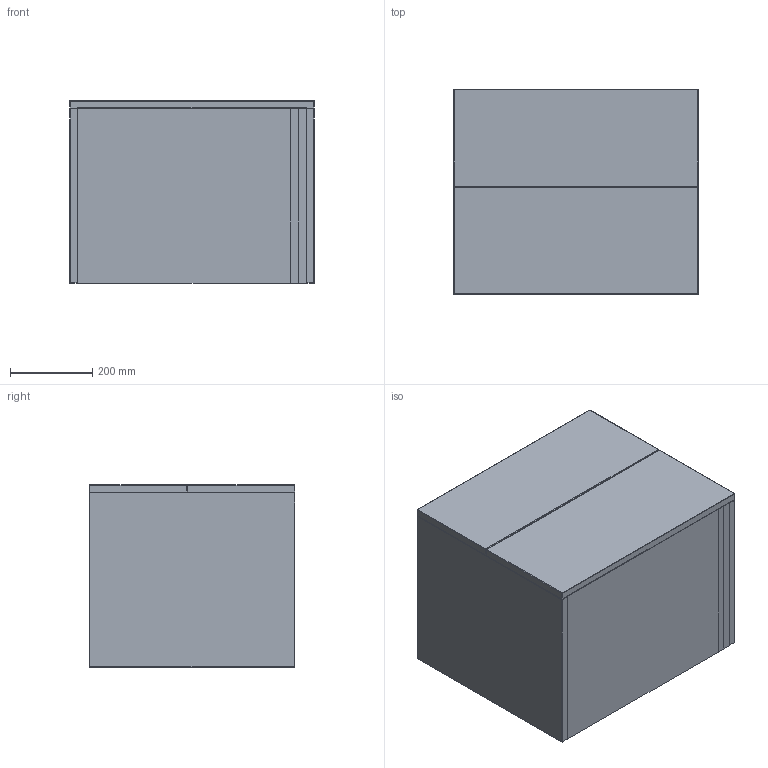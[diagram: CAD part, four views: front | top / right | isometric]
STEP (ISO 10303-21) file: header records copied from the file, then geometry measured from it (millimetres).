
FILE_DESCRIPTION (( 'STEP AP214' ), '1' );
FILE_NAME ('AU060 2D.STEP', '2020-03-11T11:01:40', ( '' ), ( '' ), 'SwSTEP 2.0', 'SolidWorks 2019', '' );
FILE_SCHEMA (( 'AUTOMOTIVE_DESIGN' ));
Length unit declared in the file: millimetre
Products named in the file (19): Top drawer - side_60; Base_60; Top drawer - in side_60; AU_Bottom drawer_60; Bottom Drawer Front_60; Top drawer - base_60; Side panels L_60; AU_Top drawer_60; Spacer; Top drawer - back_60; Top drawer front_60; Front support_60; Bottom drawer - side_60; Bottom drawer - base_60; Bottom drawer - back_60; Top drawer - front_60; Side panels R_60; Drawer runner 320mm Wider - 9135934_3D Hettich; AU060 2D
Assembly tree (24 placements, depth 3):
  AU060 2D
    Base_60
    Side panels R_60
    Side panels L_60
    AU_Top drawer_60
      Top drawer front_60
      Top drawer - base_60
      Top drawer - side_60  x2
      Top drawer - back_60  x2
      Top drawer - in side_60  x2
      Top drawer - front_60
      Spacer
    AU_Bottom drawer_60
      Bottom Drawer Front_60
      Bottom drawer - base_60
      Bottom drawer - side_60  x2
      Bottom drawer - back_60
    Front support_60  x2
    Drawer runner 320mm Wider - 9135934_3D Hettich  x2
Bounding box: 596 x 500 x 445 mm (x, y, z)
Volume: 32767797.8 mm3; surface area: 4479625.3 mm2
Topology: 29 solids, 29 shells, 916 faces, 2404 edges, 1532 vertices
Faces by surface type: cylinder 464, plane 420, sphere 32
Entity records: 17870 total; most frequent: DIRECTION 3150, CARTESIAN_POINT 2881, ORIENTED_EDGE 2792, EDGE_CURVE 1396, AXIS2_PLACEMENT_3D 1159, VERTEX_POINT 890, LINE 832, VECTOR 832
